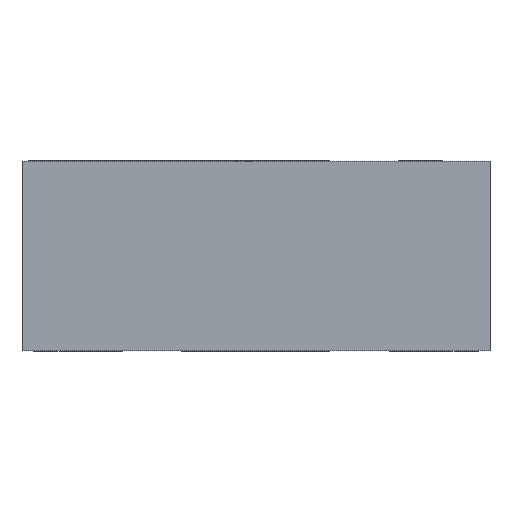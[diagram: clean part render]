
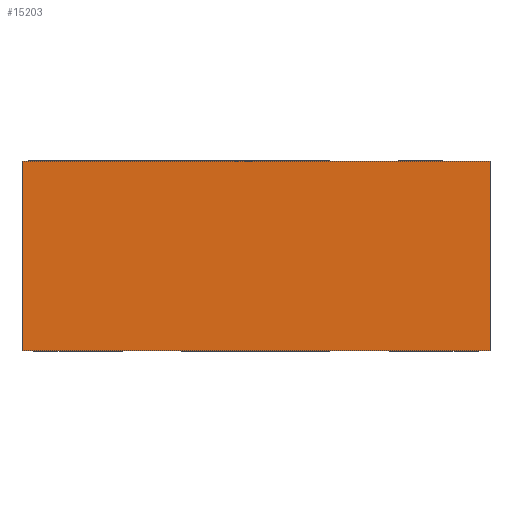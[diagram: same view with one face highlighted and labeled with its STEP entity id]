
A CAD part, front view. The second image highlights one B-rep face of the part: STEP entity #15203.
In plain terms, the highlighted planar face has unit normal (0, -1, 0).
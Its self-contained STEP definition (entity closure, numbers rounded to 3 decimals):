
#24 = VERTEX_POINT('',#25);
#25 = CARTESIAN_POINT('',(133.394,144.357,0.));
#32 = PLANE('',#33);
#33 = AXIS2_PLACEMENT_3D('',#34,#35,#36);
#34 = CARTESIAN_POINT('',(0.,0.,0.));
#35 = DIRECTION('',(0.,0.,1.));
#36 = DIRECTION('',(1.,0.,-0.));
#44 = PLANE('',#45);
#45 = AXIS2_PLACEMENT_3D('',#46,#47,#48);
#46 = CARTESIAN_POINT('',(133.394,171.367,0.));
#47 = DIRECTION('',(-1.,0.,0.));
#48 = DIRECTION('',(0.,-1.,0.));
#85 = VERTEX_POINT('',#86);
#86 = CARTESIAN_POINT('',(141.314,144.357,0.));
#100 = PLANE('',#101);
#101 = AXIS2_PLACEMENT_3D('',#102,#103,#104);
#102 = CARTESIAN_POINT('',(141.314,144.357,0.));
#103 = DIRECTION('',(1.,0.,0.));
#104 = DIRECTION('',(-0.,1.,0.));
#112 = EDGE_CURVE('',#24,#85,#113,.T.);
#113 = SURFACE_CURVE('',#114,(#118,#125),.PCURVE_S1.);
#114 = LINE('',#115,#116);
#115 = CARTESIAN_POINT('',(133.394,144.357,0.));
#116 = VECTOR('',#117,1.);
#117 = DIRECTION('',(1.,0.,0.));
#118 = PCURVE('',#32,#119);
#119 = DEFINITIONAL_REPRESENTATION('',(#120),#124);
#120 = LINE('',#121,#122);
#121 = CARTESIAN_POINT('',(133.394,144.357));
#122 = VECTOR('',#123,1.);
#123 = DIRECTION('',(1.,0.));
#124 = ( GEOMETRIC_REPRESENTATION_CONTEXT(2) 
PARAMETRIC_REPRESENTATION_CONTEXT() REPRESENTATION_CONTEXT('2D SPACE',''
  ) );
#125 = PCURVE('',#126,#131);
#126 = PLANE('',#127);
#127 = AXIS2_PLACEMENT_3D('',#128,#129,#130);
#128 = CARTESIAN_POINT('',(133.394,144.357,0.));
#129 = DIRECTION('',(0.,-1.,0.));
#130 = DIRECTION('',(1.,0.,0.));
#131 = DEFINITIONAL_REPRESENTATION('',(#132),#136);
#132 = LINE('',#133,#134);
#133 = CARTESIAN_POINT('',(0.,0.));
#134 = VECTOR('',#135,1.);
#135 = DIRECTION('',(1.,0.));
#136 = ( GEOMETRIC_REPRESENTATION_CONTEXT(2) 
PARAMETRIC_REPRESENTATION_CONTEXT() REPRESENTATION_CONTEXT('2D SPACE',''
  ) );
#15132 = EDGE_CURVE('',#24,#15133,#15135,.T.);
#15133 = VERTEX_POINT('',#15134);
#15134 = CARTESIAN_POINT('',(133.394,144.357,-3.2));
#15135 = SURFACE_CURVE('',#15136,(#15140,#15147),.PCURVE_S1.);
#15136 = LINE('',#15137,#15138);
#15137 = CARTESIAN_POINT('',(133.394,144.357,0.));
#15138 = VECTOR('',#15139,1.);
#15139 = DIRECTION('',(0.,0.,-1.));
#15140 = PCURVE('',#44,#15141);
#15141 = DEFINITIONAL_REPRESENTATION('',(#15142),#15146);
#15142 = LINE('',#15143,#15144);
#15143 = CARTESIAN_POINT('',(27.01,0.));
#15144 = VECTOR('',#15145,1.);
#15145 = DIRECTION('',(0.,-1.));
#15146 = ( GEOMETRIC_REPRESENTATION_CONTEXT(2) 
PARAMETRIC_REPRESENTATION_CONTEXT() REPRESENTATION_CONTEXT('2D SPACE',''
  ) );
#15147 = PCURVE('',#126,#15148);
#15148 = DEFINITIONAL_REPRESENTATION('',(#15149),#15153);
#15149 = LINE('',#15150,#15151);
#15150 = CARTESIAN_POINT('',(0.,0.));
#15151 = VECTOR('',#15152,1.);
#15152 = DIRECTION('',(0.,-1.));
#15153 = ( GEOMETRIC_REPRESENTATION_CONTEXT(2) 
PARAMETRIC_REPRESENTATION_CONTEXT() REPRESENTATION_CONTEXT('2D SPACE',''
  ) );
#15171 = PLANE('',#15172);
#15172 = AXIS2_PLACEMENT_3D('',#15173,#15174,#15175);
#15173 = CARTESIAN_POINT('',(0.,0.,-3.2));
#15174 = DIRECTION('',(0.,0.,1.));
#15175 = DIRECTION('',(1.,0.,-0.));
#15203 = ADVANCED_FACE('',(#15204),#126,.T.);
#15204 = FACE_BOUND('',#15205,.F.);
#15205 = EDGE_LOOP('',(#15206,#15207,#15230,#15251));
#15206 = ORIENTED_EDGE('',*,*,#112,.T.);
#15207 = ORIENTED_EDGE('',*,*,#15208,.T.);
#15208 = EDGE_CURVE('',#85,#15209,#15211,.T.);
#15209 = VERTEX_POINT('',#15210);
#15210 = CARTESIAN_POINT('',(141.314,144.357,-3.2));
#15211 = SURFACE_CURVE('',#15212,(#15216,#15223),.PCURVE_S1.);
#15212 = LINE('',#15213,#15214);
#15213 = CARTESIAN_POINT('',(141.314,144.357,0.));
#15214 = VECTOR('',#15215,1.);
#15215 = DIRECTION('',(0.,0.,-1.));
#15216 = PCURVE('',#126,#15217);
#15217 = DEFINITIONAL_REPRESENTATION('',(#15218),#15222);
#15218 = LINE('',#15219,#15220);
#15219 = CARTESIAN_POINT('',(7.919,0.));
#15220 = VECTOR('',#15221,1.);
#15221 = DIRECTION('',(0.,-1.));
#15222 = ( GEOMETRIC_REPRESENTATION_CONTEXT(2) 
PARAMETRIC_REPRESENTATION_CONTEXT() REPRESENTATION_CONTEXT('2D SPACE',''
  ) );
#15223 = PCURVE('',#100,#15224);
#15224 = DEFINITIONAL_REPRESENTATION('',(#15225),#15229);
#15225 = LINE('',#15226,#15227);
#15226 = CARTESIAN_POINT('',(0.,0.));
#15227 = VECTOR('',#15228,1.);
#15228 = DIRECTION('',(0.,-1.));
#15229 = ( GEOMETRIC_REPRESENTATION_CONTEXT(2) 
PARAMETRIC_REPRESENTATION_CONTEXT() REPRESENTATION_CONTEXT('2D SPACE',''
  ) );
#15230 = ORIENTED_EDGE('',*,*,#15231,.F.);
#15231 = EDGE_CURVE('',#15133,#15209,#15232,.T.);
#15232 = SURFACE_CURVE('',#15233,(#15237,#15244),.PCURVE_S1.);
#15233 = LINE('',#15234,#15235);
#15234 = CARTESIAN_POINT('',(133.394,144.357,-3.2));
#15235 = VECTOR('',#15236,1.);
#15236 = DIRECTION('',(1.,0.,0.));
#15237 = PCURVE('',#126,#15238);
#15238 = DEFINITIONAL_REPRESENTATION('',(#15239),#15243);
#15239 = LINE('',#15240,#15241);
#15240 = CARTESIAN_POINT('',(0.,-3.2));
#15241 = VECTOR('',#15242,1.);
#15242 = DIRECTION('',(1.,0.));
#15243 = ( GEOMETRIC_REPRESENTATION_CONTEXT(2) 
PARAMETRIC_REPRESENTATION_CONTEXT() REPRESENTATION_CONTEXT('2D SPACE',''
  ) );
#15244 = PCURVE('',#15171,#15245);
#15245 = DEFINITIONAL_REPRESENTATION('',(#15246),#15250);
#15246 = LINE('',#15247,#15248);
#15247 = CARTESIAN_POINT('',(133.394,144.357));
#15248 = VECTOR('',#15249,1.);
#15249 = DIRECTION('',(1.,0.));
#15250 = ( GEOMETRIC_REPRESENTATION_CONTEXT(2) 
PARAMETRIC_REPRESENTATION_CONTEXT() REPRESENTATION_CONTEXT('2D SPACE',''
  ) );
#15251 = ORIENTED_EDGE('',*,*,#15132,.F.);
